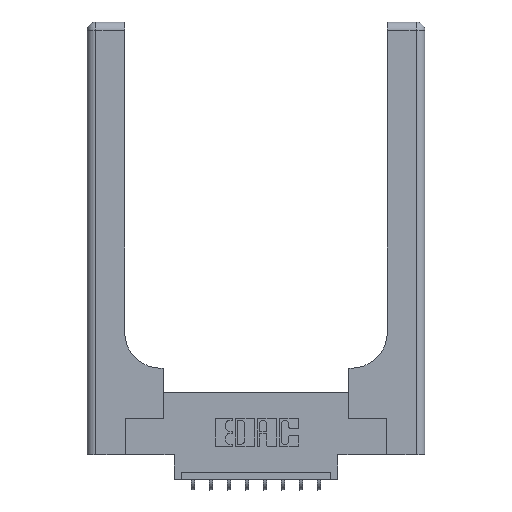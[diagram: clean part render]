
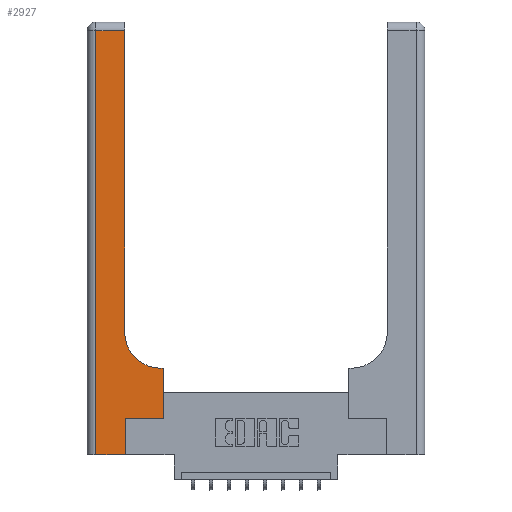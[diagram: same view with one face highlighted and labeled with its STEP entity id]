
A CAD part, top view. The second image highlights one B-rep face of the part: STEP entity #2927.
In plain terms, the highlighted planar face has unit normal (0, 0, 1).
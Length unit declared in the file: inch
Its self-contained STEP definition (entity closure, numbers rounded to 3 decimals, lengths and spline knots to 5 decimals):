
#239 = LINE ( 'NONE', #4690, #2644 ) ;
#493 = DIRECTION ( 'NONE',  ( 1., 0., 0. ) ) ;
#504 = VECTOR ( 'NONE', #7681, 39.37008 ) ;
#553 = VERTEX_POINT ( 'NONE', #6790 ) ;
#760 = VECTOR ( 'NONE', #4102, 39.37008 ) ;
#954 = ORIENTED_EDGE ( 'NONE', *, *, #5100, .T. ) ;
#1659 = CARTESIAN_POINT ( 'NONE',  ( 0.06, 2.94, 0.37 ) ) ;
#1767 = VERTEX_POINT ( 'NONE', #8971 ) ;
#2102 = ORIENTED_EDGE ( 'NONE', *, *, #4797, .T. ) ;
#2325 = CARTESIAN_POINT ( 'NONE',  ( 0.06, 0., 0.37 ) ) ;
#2331 = LINE ( 'NONE', #7157, #14170 ) ;
#2492 = DIRECTION ( 'NONE',  ( -1., 0., 0. ) ) ;
#2595 = AXIS2_PLACEMENT_3D ( 'NONE', #13148, #6286, #14325 ) ;
#2641 = LINE ( 'NONE', #4051, #14494 ) ;
#2644 = VECTOR ( 'NONE', #13851, 39.37008 ) ;
#2685 = LINE ( 'NONE', #9324, #5730 ) ;
#2927 = ADVANCED_FACE ( 'NONE', ( #7887 ), #9667, .F. ) ;
#3376 = VECTOR ( 'NONE', #11428, 39.37008 ) ;
#3408 = CARTESIAN_POINT ( 'NONE',  ( 0.51, 0.6, 0.37 ) ) ;
#3691 = ORIENTED_EDGE ( 'NONE', *, *, #8956, .T. ) ;
#3735 = LINE ( 'NONE', #4597, #3376 ) ;
#3760 = DIRECTION ( 'NONE',  ( 1., 0., 0. ) ) ;
#4051 = CARTESIAN_POINT ( 'NONE',  ( 0., 2.94, 0.37 ) ) ;
#4102 = DIRECTION ( 'NONE',  ( 0., 1., 0. ) ) ;
#4311 = VERTEX_POINT ( 'NONE', #3408 ) ;
#4597 = CARTESIAN_POINT ( 'NONE',  ( 0.528, 0.25, 0.37 ) ) ;
#4690 = CARTESIAN_POINT ( 'NONE',  ( 0.26, 3., 0.37 ) ) ;
#4750 = VERTEX_POINT ( 'NONE', #11320 ) ;
#4797 = EDGE_CURVE ( 'NONE', #4750, #553, #3735, .T. ) ;
#4850 = EDGE_CURVE ( 'NONE', #8286, #11939, #239, .T. ) ;
#5081 = CARTESIAN_POINT ( 'NONE',  ( 0.26, 2.94, 0.37 ) ) ;
#5100 = EDGE_CURVE ( 'NONE', #4311, #8286, #12334, .T. ) ;
#5269 = CARTESIAN_POINT ( 'NONE',  ( 0.26, 0.85, 0.37 ) ) ;
#5549 = LINE ( 'NONE', #12117, #14345 ) ;
#5688 = ORIENTED_EDGE ( 'NONE', *, *, #12829, .T. ) ;
#5730 = VECTOR ( 'NONE', #2492, 39.37008 ) ;
#6030 = EDGE_CURVE ( 'NONE', #13772, #1767, #6199, .T. ) ;
#6199 = LINE ( 'NONE', #12108, #760 ) ;
#6286 = DIRECTION ( 'NONE',  ( 0., 0., -1. ) ) ;
#6543 = CARTESIAN_POINT ( 'NONE',  ( 0., 0., 0.37 ) ) ;
#6790 = CARTESIAN_POINT ( 'NONE',  ( 0.528, 0.6, 0.37 ) ) ;
#7157 = CARTESIAN_POINT ( 'NONE',  ( 0.265, 0.25, 0.37 ) ) ;
#7428 = DIRECTION ( 'NONE',  ( 0., 0., -1. ) ) ;
#7498 = ORIENTED_EDGE ( 'NONE', *, *, #10325, .T. ) ;
#7681 = DIRECTION ( 'NONE',  ( 1., 0., 0. ) ) ;
#7887 = FACE_OUTER_BOUND ( 'NONE', #10667, .T. ) ;
#8210 = ORIENTED_EDGE ( 'NONE', *, *, #14304, .T. ) ;
#8286 = VERTEX_POINT ( 'NONE', #5269 ) ;
#8516 = AXIS2_PLACEMENT_3D ( 'NONE', #14308, #7428, #493 ) ;
#8956 = EDGE_CURVE ( 'NONE', #11749, #13772, #9327, .T. ) ;
#8971 = CARTESIAN_POINT ( 'NONE',  ( 0.265, 0.25, 0.37 ) ) ;
#9117 = ORIENTED_EDGE ( 'NONE', *, *, #13073, .T. ) ;
#9324 = CARTESIAN_POINT ( 'NONE',  ( 0.26, 0.6, 0.37 ) ) ;
#9327 = LINE ( 'NONE', #6543, #504 ) ;
#9667 = PLANE ( 'NONE',  #2595 ) ;
#9732 = CARTESIAN_POINT ( 'NONE',  ( 0.265, 0., 0.37 ) ) ;
#10325 = EDGE_CURVE ( 'NONE', #1767, #4750, #2331, .T. ) ;
#10452 = VERTEX_POINT ( 'NONE', #1659 ) ;
#10667 = EDGE_LOOP ( 'NONE', ( #13535, #8210, #9117, #3691, #11797, #7498, #2102, #5688, #954 ) ) ;
#10927 = DIRECTION ( 'NONE',  ( 0., -1., 0. ) ) ;
#11320 = CARTESIAN_POINT ( 'NONE',  ( 0.528, 0.25, 0.37 ) ) ;
#11428 = DIRECTION ( 'NONE',  ( 0., 1., 0. ) ) ;
#11749 = VERTEX_POINT ( 'NONE', #2325 ) ;
#11797 = ORIENTED_EDGE ( 'NONE', *, *, #6030, .T. ) ;
#11939 = VERTEX_POINT ( 'NONE', #5081 ) ;
#12108 = CARTESIAN_POINT ( 'NONE',  ( 0.265, 0., 0.37 ) ) ;
#12117 = CARTESIAN_POINT ( 'NONE',  ( 0.06, 3., 0.37 ) ) ;
#12334 = CIRCLE ( 'NONE', #8516, 0.25 ) ;
#12829 = EDGE_CURVE ( 'NONE', #553, #4311, #2685, .T. ) ;
#13073 = EDGE_CURVE ( 'NONE', #10452, #11749, #5549, .T. ) ;
#13148 = CARTESIAN_POINT ( 'NONE',  ( 0., 3., 0.37 ) ) ;
#13535 = ORIENTED_EDGE ( 'NONE', *, *, #4850, .T. ) ;
#13772 = VERTEX_POINT ( 'NONE', #9732 ) ;
#13851 = DIRECTION ( 'NONE',  ( 0., 1., 0. ) ) ;
#14170 = VECTOR ( 'NONE', #3760, 39.37008 ) ;
#14304 = EDGE_CURVE ( 'NONE', #11939, #10452, #2641, .T. ) ;
#14308 = CARTESIAN_POINT ( 'NONE',  ( 0.51, 0.85, 0.37 ) ) ;
#14325 = DIRECTION ( 'NONE',  ( -1., 0., 0. ) ) ;
#14345 = VECTOR ( 'NONE', #10927, 39.37008 ) ;
#14370 = DIRECTION ( 'NONE',  ( -1., 0., 0. ) ) ;
#14494 = VECTOR ( 'NONE', #14370, 39.37008 ) ;
